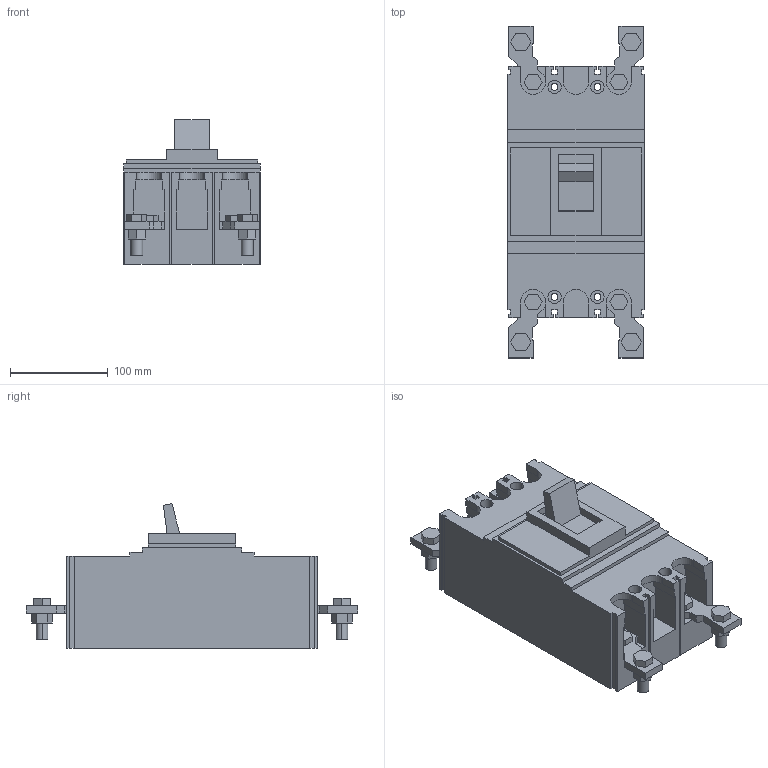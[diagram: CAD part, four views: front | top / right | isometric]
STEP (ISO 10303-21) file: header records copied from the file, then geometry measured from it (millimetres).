
FILE_DESCRIPTION (( 'STEP AP214' ), '1' );
FILE_NAME ('BW400SAGU-3P250SB.step', '2019-06-24T15:36:05', ( '' ), ( '' ), 'SwSTEP 2.0', 'SolidWorks 2018', '' );
FILE_SCHEMA (( 'AUTOMOTIVE_DESIGN' ));
Length unit declared in the file: inch
Products named in the file (1): BW400SAGU-3P250SB
Bounding box: 140 x 340 x 148.3 mm (x, y, z)
Volume: 3367986.2 mm3; surface area: 253412 mm2
Topology: 18 solids, 18 shells, 382 faces, 996 edges, 664 vertices
Faces by surface type: plane 320, cylinder 62
Entity records: 16841 total; most frequent: CARTESIAN_POINT 2043, ORIENTED_EDGE 1992, DIRECTION 1886, EDGE_CURVE 996, LINE 872, VECTOR 872, VERTEX_POINT 664, AXIS2_PLACEMENT_3D 507
